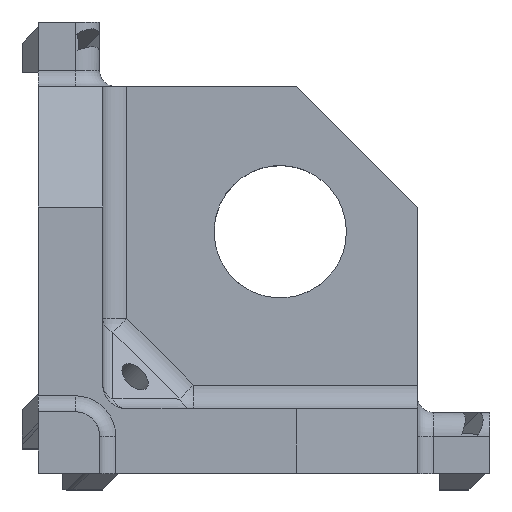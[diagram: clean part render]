
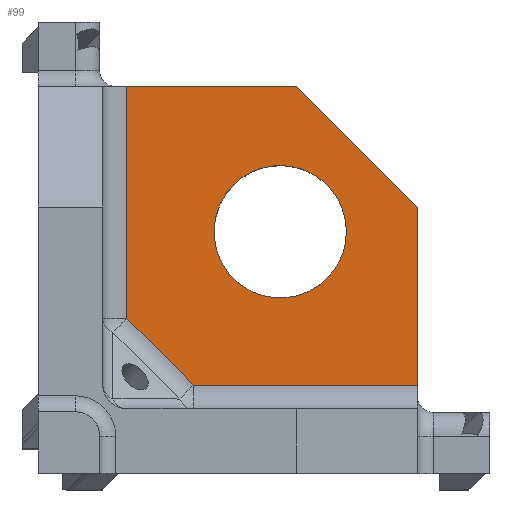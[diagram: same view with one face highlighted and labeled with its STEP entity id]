
A CAD part, top view. The second image highlights one B-rep face of the part: STEP entity #99.
In plain terms, the highlighted planar face has unit normal (0, 0, 1).
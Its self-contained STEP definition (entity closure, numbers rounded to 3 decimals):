
#99 = ADVANCED_FACE ( 'NONE', ( #1358, #1361 ), #3814, .F. ) ;
#198 = VERTEX_POINT ( 'NONE', #873 ) ;
#199 = VERTEX_POINT ( 'NONE', #874 ) ;
#204 = VERTEX_POINT ( 'NONE', #879 ) ;
#291 = VERTEX_POINT ( 'NONE', #3575 ) ;
#634 = VERTEX_POINT ( 'NONE', #3539 ) ;
#642 = VERTEX_POINT ( 'NONE', #3532 ) ;
#668 = VERTEX_POINT ( 'NONE', #3488 ) ;
#673 = VERTEX_POINT ( 'NONE', #3482 ) ;
#683 = VERTEX_POINT ( 'NONE', #3472 ) ;
#772 = EDGE_LOOP ( 'NONE', ( #1065, #1064, #1063, #1062, #1061 ) ) ;
#784 = EDGE_LOOP ( 'NONE', ( #1060, #1059, #1058, #1057, #1056, #1055 ) ) ;
#873 = CARTESIAN_POINT ( 'NONE',  ( -8.5, 10., -10. ) ) ;
#874 = CARTESIAN_POINT ( 'NONE',  ( 2., 10., -10. ) ) ;
#879 = CARTESIAN_POINT ( 'NONE',  ( -8.5, -4.383, -10. ) ) ;
#968 = VERTEX_POINT ( 'NONE', #3470 ) ;
#974 = VERTEX_POINT ( 'NONE', #3466 ) ;
#1055 = ORIENTED_EDGE ( 'NONE', *, *, #4371, .F. ) ;
#1056 = ORIENTED_EDGE ( 'NONE', *, *, #4385, .T. ) ;
#1057 = ORIENTED_EDGE ( 'NONE', *, *, #4332, .F. ) ;
#1058 = ORIENTED_EDGE ( 'NONE', *, *, #4383, .T. ) ;
#1059 = ORIENTED_EDGE ( 'NONE', *, *, #4382, .T. ) ;
#1060 = ORIENTED_EDGE ( 'NONE', *, *, #4381, .T. ) ;
#1061 = ORIENTED_EDGE ( 'NONE', *, *, #4229, .F. ) ;
#1062 = ORIENTED_EDGE ( 'NONE', *, *, #4380, .F. ) ;
#1063 = ORIENTED_EDGE ( 'NONE', *, *, #4240, .F. ) ;
#1064 = ORIENTED_EDGE ( 'NONE', *, *, #4324, .F. ) ;
#1065 = ORIENTED_EDGE ( 'NONE', *, *, #4379, .F. ) ;
#1358 = FACE_BOUND ( 'NONE', #772, .T. ) ;
#1361 = FACE_OUTER_BOUND ( 'NONE', #784, .T. ) ;
#2685 = CARTESIAN_POINT ( 'NONE',  ( 1., 1., -10. ) ) ;
#2686 = DIRECTION ( 'NONE',  ( 0., 0., 1. ) ) ;
#2687 = DIRECTION ( 'NONE',  ( 1., 0., 0. ) ) ;
#2709 = CARTESIAN_POINT ( 'NONE',  ( 1., 1., -10. ) ) ;
#2710 = DIRECTION ( 'NONE',  ( 0., 0., 1. ) ) ;
#2711 = DIRECTION ( 'NONE',  ( 1., 0., 0. ) ) ;
#2904 = CIRCLE ( 'NONE', #3403, 4.1 ) ;
#2922 = CIRCLE ( 'NONE', #3405, 4.1 ) ;
#3075 = CIRCLE ( 'NONE', #3418, 4.1 ) ;
#3086 = LINE ( 'NONE', #3193, #3088 ) ;
#3088 = VECTOR ( 'NONE', #3192, 1000. ) ;
#3180 = CARTESIAN_POINT ( 'NONE',  ( 1., 1., -10. ) ) ;
#3181 = DIRECTION ( 'NONE',  ( 0., 0., 1. ) ) ;
#3182 = DIRECTION ( 'NONE',  ( 1., 0., 0. ) ) ;
#3192 = DIRECTION ( 'NONE',  ( 0., -1., 0. ) ) ;
#3193 = CARTESIAN_POINT ( 'NONE',  ( 9.5, 0., -10. ) ) ;
#3250 = CARTESIAN_POINT ( 'NONE',  ( 0., 10., -10. ) ) ;
#3251 = DIRECTION ( 'NONE',  ( 1., 0., 0. ) ) ;
#3277 = CARTESIAN_POINT ( 'NONE',  ( -8.5, -3.981, -10. ) ) ;
#3278 = DIRECTION ( 'NONE',  ( 0., -1., 0. ) ) ;
#3279 = CARTESIAN_POINT ( 'NONE',  ( 1., 1., -10. ) ) ;
#3280 = DIRECTION ( 'NONE',  ( 0., 0., 1. ) ) ;
#3281 = DIRECTION ( 'NONE',  ( 1., 0., 0. ) ) ;
#3282 = CARTESIAN_POINT ( 'NONE',  ( 5.559, -18.441, -10. ) ) ;
#3283 = CARTESIAN_POINT ( 'NONE',  ( 1., 1., -10. ) ) ;
#3284 = DIRECTION ( 'NONE',  ( 0., 0., 1. ) ) ;
#3285 = DIRECTION ( 'NONE',  ( 1., 0., 0. ) ) ;
#3286 = DIRECTION ( 'NONE',  ( 0.707, -0.707, 0. ) ) ;
#3287 = CARTESIAN_POINT ( 'NONE',  ( 14., -8.5, -10. ) ) ;
#3288 = DIRECTION ( 'NONE',  ( 1., 0., 0. ) ) ;
#3291 = CARTESIAN_POINT ( 'NONE',  ( 9.5, 2.5, -10. ) ) ;
#3292 = DIRECTION ( 'NONE',  ( -0.707, 0.707, 0. ) ) ;
#3325 = LINE ( 'NONE', #3250, #3327 ) ;
#3327 = VECTOR ( 'NONE', #3251, 1000. ) ;
#3338 = CIRCLE ( 'NONE', #3431, 4.1 ) ;
#3339 = LINE ( 'NONE', #3282, #3344 ) ;
#3340 = CIRCLE ( 'NONE', #3430, 4.1 ) ;
#3341 = LINE ( 'NONE', #3277, #3342 ) ;
#3342 = VECTOR ( 'NONE', #3278, 1000. ) ;
#3343 = LINE ( 'NONE', #3287, #3346 ) ;
#3344 = VECTOR ( 'NONE', #3286, 1000. ) ;
#3346 = VECTOR ( 'NONE', #3288, 1000. ) ;
#3347 = LINE ( 'NONE', #3291, #3350 ) ;
#3350 = VECTOR ( 'NONE', #3292, 1000. ) ;
#3403 = AXIS2_PLACEMENT_3D ( 'NONE', #2685, #2686, #2687 ) ;
#3405 = AXIS2_PLACEMENT_3D ( 'NONE', #2709, #2710, #2711 ) ;
#3418 = AXIS2_PLACEMENT_3D ( 'NONE', #3180, #3181, #3182 ) ;
#3430 = AXIS2_PLACEMENT_3D ( 'NONE', #3279, #3280, #3281 ) ;
#3431 = AXIS2_PLACEMENT_3D ( 'NONE', #3283, #3284, #3285 ) ;
#3466 = CARTESIAN_POINT ( 'NONE',  ( -1.899, 3.899, -10. ) ) ;
#3470 = CARTESIAN_POINT ( 'NONE',  ( 5.1, 1., -10. ) ) ;
#3472 = CARTESIAN_POINT ( 'NONE',  ( -4.383, -8.5, -10. ) ) ;
#3482 = CARTESIAN_POINT ( 'NONE',  ( 9.5, -8.5, -10. ) ) ;
#3488 = CARTESIAN_POINT ( 'NONE',  ( 9.5, 2.5, -10. ) ) ;
#3532 = CARTESIAN_POINT ( 'NONE',  ( 3.899, -1.899, -10. ) ) ;
#3539 = CARTESIAN_POINT ( 'NONE',  ( -1.901, 3.898, -10. ) ) ;
#3575 = CARTESIAN_POINT ( 'NONE',  ( 3.898, -1.901, -10. ) ) ;
#3809 = DIRECTION ( 'NONE',  ( -1., 0., 0. ) ) ;
#3810 = DIRECTION ( 'NONE',  ( 0., 0., -1. ) ) ;
#3814 = PLANE ( 'NONE',  #4350 ) ;
#3817 = CARTESIAN_POINT ( 'NONE',  ( 14., -10., -10. ) ) ;
#4229 = EDGE_CURVE ( 'NONE', #634, #291, #2904, .T. ) ;
#4240 = EDGE_CURVE ( 'NONE', #642, #968, #2922, .T. ) ;
#4324 = EDGE_CURVE ( 'NONE', #968, #974, #3075, .T. ) ;
#4332 = EDGE_CURVE ( 'NONE', #668, #673, #3086, .T. ) ;
#4350 = AXIS2_PLACEMENT_3D ( 'NONE', #3817, #3810, #3809 ) ;
#4371 = EDGE_CURVE ( 'NONE', #198, #199, #3325, .T. ) ;
#4379 = EDGE_CURVE ( 'NONE', #974, #634, #3340, .T. ) ;
#4380 = EDGE_CURVE ( 'NONE', #291, #642, #3338, .T. ) ;
#4381 = EDGE_CURVE ( 'NONE', #198, #204, #3341, .T. ) ;
#4382 = EDGE_CURVE ( 'NONE', #204, #683, #3339, .T. ) ;
#4383 = EDGE_CURVE ( 'NONE', #683, #673, #3343, .T. ) ;
#4385 = EDGE_CURVE ( 'NONE', #668, #199, #3347, .T. ) ;
